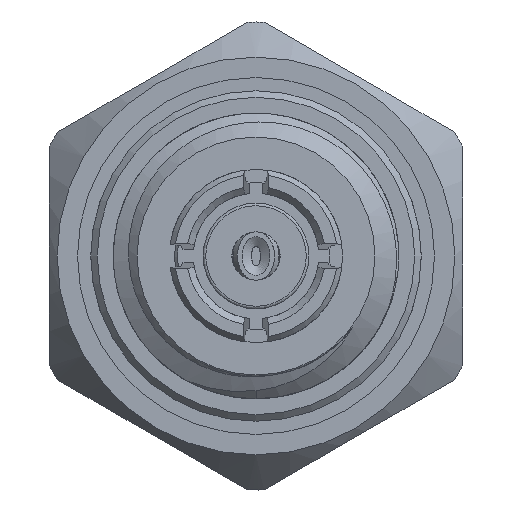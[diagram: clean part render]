
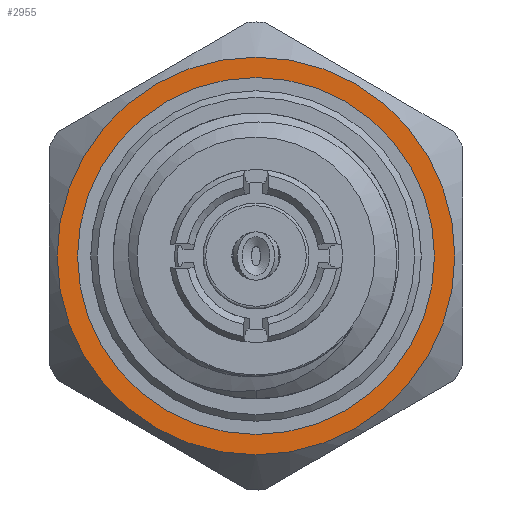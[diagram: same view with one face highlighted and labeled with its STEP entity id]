
A CAD part, left-side view. The second image highlights one B-rep face of the part: STEP entity #2955.
In plain terms, the highlighted planar face has unit normal (-1, 0, 0).
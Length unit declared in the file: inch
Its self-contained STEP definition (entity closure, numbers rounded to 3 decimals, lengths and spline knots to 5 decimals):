
#80 = DIRECTION ( 'NONE',  ( 0., 0., 1. ) ) ;
#282 = PLANE ( 'NONE',  #6970 ) ;
#483 = DIRECTION ( 'NONE',  ( -1., 0., 0. ) ) ;
#836 = DIRECTION ( 'NONE',  ( 1., 0., 0. ) ) ;
#897 = EDGE_CURVE ( 'NONE', #4060, #4060, #1064, .T. ) ;
#1038 = CIRCLE ( 'NONE', #2395, 0.15042 ) ;
#1064 = CIRCLE ( 'NONE', #3759, 0.135 ) ;
#1573 = CARTESIAN_POINT ( 'NONE',  ( 0.45469, 0., 0.15042 ) ) ;
#1594 = ORIENTED_EDGE ( 'NONE', *, *, #897, .F. ) ;
#2197 = CARTESIAN_POINT ( 'NONE',  ( 0.45469, 0., 0.135 ) ) ;
#2395 = AXIS2_PLACEMENT_3D ( 'NONE', #6471, #5862, #7014 ) ;
#2954 = EDGE_LOOP ( 'NONE', ( #1594 ) ) ;
#2955 = ADVANCED_FACE ( 'NONE', ( #4623, #3089 ), #282, .F. ) ;
#3089 = FACE_OUTER_BOUND ( 'NONE', #6213, .T. ) ;
#3759 = AXIS2_PLACEMENT_3D ( 'NONE', #6766, #483, #80 ) ;
#4060 = VERTEX_POINT ( 'NONE', #2197 ) ;
#4287 = CARTESIAN_POINT ( 'NONE',  ( 0.45469, -0.13532, 0. ) ) ;
#4382 = EDGE_CURVE ( 'NONE', #7259, #7259, #1038, .T. ) ;
#4460 = ORIENTED_EDGE ( 'NONE', *, *, #4382, .F. ) ;
#4623 = FACE_BOUND ( 'NONE', #2954, .T. ) ;
#5862 = DIRECTION ( 'NONE',  ( 1., 0., 0. ) ) ;
#5953 = DIRECTION ( 'NONE',  ( 0., 0., 1. ) ) ;
#6213 = EDGE_LOOP ( 'NONE', ( #4460 ) ) ;
#6471 = CARTESIAN_POINT ( 'NONE',  ( 0.45469, 0., 0. ) ) ;
#6766 = CARTESIAN_POINT ( 'NONE',  ( 0.45469, 0., 0. ) ) ;
#6970 = AXIS2_PLACEMENT_3D ( 'NONE', #4287, #836, #5953 ) ;
#7014 = DIRECTION ( 'NONE',  ( 0., 0., 1. ) ) ;
#7259 = VERTEX_POINT ( 'NONE', #1573 ) ;
